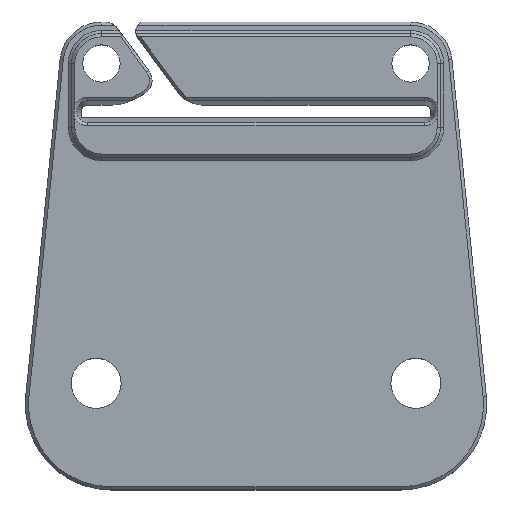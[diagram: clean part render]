
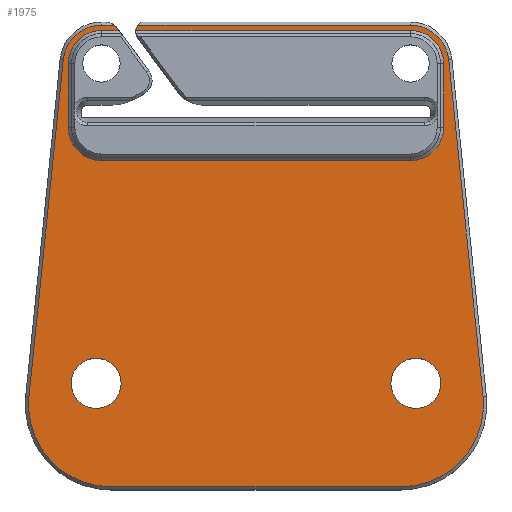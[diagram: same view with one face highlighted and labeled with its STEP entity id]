
A CAD part, top view. The second image highlights one B-rep face of the part: STEP entity #1975.
In plain terms, the highlighted planar face has unit normal (0, 0, 1).
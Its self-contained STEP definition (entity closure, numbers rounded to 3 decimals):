
#64=FACE_BOUND('',#338,.T.);
#65=FACE_BOUND('',#339,.T.);
#111=PLANE('',#2165);
#211=FACE_OUTER_BOUND('',#337,.T.);
#337=EDGE_LOOP('',(#1683,#1684,#1685,#1686,#1687,#1688,#1689,#1690,#1691,
#1692,#1693,#1694,#1695,#1696,#1697,#1698,#1699,#1700,#1701,#1702,#1703));
#338=EDGE_LOOP('',(#1704));
#339=EDGE_LOOP('',(#1705));
#480=LINE('',#3195,#665);
#517=LINE('',#3312,#702);
#520=LINE('',#3317,#705);
#521=LINE('',#3322,#706);
#522=LINE('',#3326,#707);
#523=LINE('',#3330,#708);
#524=LINE('',#3333,#709);
#525=LINE('',#3337,#710);
#526=LINE('',#3341,#711);
#527=LINE('',#3345,#712);
#528=LINE('',#3348,#713);
#665=VECTOR('',#2536,10.);
#702=VECTOR('',#2657,10.);
#705=VECTOR('',#2662,10.);
#706=VECTOR('',#2667,10.);
#707=VECTOR('',#2670,10.);
#708=VECTOR('',#2673,10.);
#709=VECTOR('',#2676,10.);
#710=VECTOR('',#2679,10.);
#711=VECTOR('',#2682,10.);
#712=VECTOR('',#2685,10.);
#713=VECTOR('',#2688,10.);
#766=CIRCLE('',#2035,2.35);
#768=CIRCLE('',#2039,2.35);
#801=CIRCLE('',#2124,1.5);
#806=CIRCLE('',#2140,1.);
#813=CIRCLE('',#2166,3.6);
#814=CIRCLE('',#2167,7.7);
#815=CIRCLE('',#2168,7.7);
#816=CIRCLE('',#2169,3.6);
#817=CIRCLE('',#2170,3.1);
#818=CIRCLE('',#2171,3.1);
#819=CIRCLE('',#2172,3.1);
#820=CIRCLE('',#2173,3.1);
#860=VERTEX_POINT('',#2884);
#862=VERTEX_POINT('',#2892);
#942=VERTEX_POINT('',#3192);
#943=VERTEX_POINT('',#3194);
#947=VERTEX_POINT('',#3204);
#958=VERTEX_POINT('',#3246);
#959=VERTEX_POINT('',#3248);
#972=VERTEX_POINT('',#3311);
#973=VERTEX_POINT('',#3315);
#974=VERTEX_POINT('',#3319);
#975=VERTEX_POINT('',#3321);
#976=VERTEX_POINT('',#3323);
#977=VERTEX_POINT('',#3325);
#978=VERTEX_POINT('',#3327);
#979=VERTEX_POINT('',#3329);
#980=VERTEX_POINT('',#3332);
#981=VERTEX_POINT('',#3334);
#982=VERTEX_POINT('',#3336);
#983=VERTEX_POINT('',#3338);
#984=VERTEX_POINT('',#3340);
#985=VERTEX_POINT('',#3342);
#986=VERTEX_POINT('',#3344);
#987=VERTEX_POINT('',#3346);
#1031=EDGE_CURVE('',#860,#860,#766,.T.);
#1035=EDGE_CURVE('',#862,#862,#768,.T.);
#1165=EDGE_CURVE('',#943,#942,#480,.T.);
#1171=EDGE_CURVE('',#947,#942,#801,.T.);
#1192=EDGE_CURVE('',#959,#958,#806,.T.);
#1221=EDGE_CURVE('',#959,#972,#517,.T.);
#1224=EDGE_CURVE('',#973,#947,#520,.T.);
#1225=EDGE_CURVE('',#974,#973,#813,.T.);
#1226=EDGE_CURVE('',#975,#974,#521,.T.);
#1227=EDGE_CURVE('',#976,#975,#814,.T.);
#1228=EDGE_CURVE('',#977,#976,#522,.T.);
#1229=EDGE_CURVE('',#978,#977,#815,.T.);
#1230=EDGE_CURVE('',#979,#978,#523,.T.);
#1231=EDGE_CURVE('',#972,#979,#816,.T.);
#1232=EDGE_CURVE('',#980,#958,#524,.T.);
#1233=EDGE_CURVE('',#981,#980,#817,.T.);
#1234=EDGE_CURVE('',#982,#981,#525,.T.);
#1235=EDGE_CURVE('',#983,#982,#818,.T.);
#1236=EDGE_CURVE('',#984,#983,#526,.T.);
#1237=EDGE_CURVE('',#985,#984,#819,.T.);
#1238=EDGE_CURVE('',#986,#985,#527,.T.);
#1239=EDGE_CURVE('',#987,#986,#820,.T.);
#1240=EDGE_CURVE('',#943,#987,#528,.T.);
#1683=ORIENTED_EDGE('',*,*,#1171,.F.);
#1684=ORIENTED_EDGE('',*,*,#1224,.F.);
#1685=ORIENTED_EDGE('',*,*,#1225,.F.);
#1686=ORIENTED_EDGE('',*,*,#1226,.F.);
#1687=ORIENTED_EDGE('',*,*,#1227,.F.);
#1688=ORIENTED_EDGE('',*,*,#1228,.F.);
#1689=ORIENTED_EDGE('',*,*,#1229,.F.);
#1690=ORIENTED_EDGE('',*,*,#1230,.F.);
#1691=ORIENTED_EDGE('',*,*,#1231,.F.);
#1692=ORIENTED_EDGE('',*,*,#1221,.F.);
#1693=ORIENTED_EDGE('',*,*,#1192,.T.);
#1694=ORIENTED_EDGE('',*,*,#1232,.F.);
#1695=ORIENTED_EDGE('',*,*,#1233,.F.);
#1696=ORIENTED_EDGE('',*,*,#1234,.F.);
#1697=ORIENTED_EDGE('',*,*,#1235,.F.);
#1698=ORIENTED_EDGE('',*,*,#1236,.F.);
#1699=ORIENTED_EDGE('',*,*,#1237,.F.);
#1700=ORIENTED_EDGE('',*,*,#1238,.F.);
#1701=ORIENTED_EDGE('',*,*,#1239,.F.);
#1702=ORIENTED_EDGE('',*,*,#1240,.F.);
#1703=ORIENTED_EDGE('',*,*,#1165,.T.);
#1704=ORIENTED_EDGE('',*,*,#1035,.T.);
#1705=ORIENTED_EDGE('',*,*,#1031,.T.);
#1975=ADVANCED_FACE('',(#211,#64,#65),#111,.F.);
#2035=AXIS2_PLACEMENT_3D('',#2885,#2276,#2277);
#2039=AXIS2_PLACEMENT_3D('',#2893,#2286,#2287);
#2124=AXIS2_PLACEMENT_3D('',#3206,#2545,#2546);
#2140=AXIS2_PLACEMENT_3D('',#3249,#2592,#2593);
#2165=AXIS2_PLACEMENT_3D('',#3318,#2663,#2664);
#2166=AXIS2_PLACEMENT_3D('',#3320,#2665,#2666);
#2167=AXIS2_PLACEMENT_3D('',#3324,#2668,#2669);
#2168=AXIS2_PLACEMENT_3D('',#3328,#2671,#2672);
#2169=AXIS2_PLACEMENT_3D('',#3331,#2674,#2675);
#2170=AXIS2_PLACEMENT_3D('',#3335,#2677,#2678);
#2171=AXIS2_PLACEMENT_3D('',#3339,#2680,#2681);
#2172=AXIS2_PLACEMENT_3D('',#3343,#2683,#2684);
#2173=AXIS2_PLACEMENT_3D('',#3347,#2686,#2687);
#2276=DIRECTION('center_axis',(0.,0.,-1.));
#2277=DIRECTION('ref_axis',(-1.,0.,0.));
#2286=DIRECTION('center_axis',(0.,0.,-1.));
#2287=DIRECTION('ref_axis',(-1.,0.,0.));
#2536=DIRECTION('',(-0.594,0.805,0.));
#2545=DIRECTION('center_axis',(0.,0.,-1.));
#2546=DIRECTION('ref_axis',(0.451,0.893,0.));
#2592=DIRECTION('center_axis',(0.,0.,1.));
#2593=DIRECTION('ref_axis',(-0.805,-0.594,0.));
#2657=DIRECTION('',(1.,0.,0.));
#2662=DIRECTION('',(1.,0.,0.));
#2663=DIRECTION('center_axis',(0.,0.,-1.));
#2664=DIRECTION('ref_axis',(-1.,0.,0.));
#2665=DIRECTION('center_axis',(0.,0.,-1.));
#2666=DIRECTION('ref_axis',(-1.,0.,0.));
#2667=DIRECTION('',(0.101,0.995,0.));
#2668=DIRECTION('center_axis',(0.,0.,-1.));
#2669=DIRECTION('ref_axis',(-0.742,-0.67,0.));
#2670=DIRECTION('',(-1.,0.,0.));
#2671=DIRECTION('center_axis',(0.,0.,-1.));
#2672=DIRECTION('ref_axis',(0.742,-0.67,0.));
#2673=DIRECTION('',(0.101,-0.995,0.));
#2674=DIRECTION('center_axis',(0.,0.,-1.));
#2675=DIRECTION('ref_axis',(1.,0.,0.));
#2676=DIRECTION('',(-1.,0.,0.));
#2677=DIRECTION('center_axis',(0.,0.,1.));
#2678=DIRECTION('ref_axis',(0.,1.,0.));
#2679=DIRECTION('',(0.,1.,0.));
#2680=DIRECTION('center_axis',(0.,0.,1.));
#2681=DIRECTION('ref_axis',(1.,0.,0.));
#2682=DIRECTION('',(1.,0.,0.));
#2683=DIRECTION('center_axis',(0.,0.,1.));
#2684=DIRECTION('ref_axis',(0.,-1.,0.));
#2685=DIRECTION('',(0.,-1.,0.));
#2686=DIRECTION('center_axis',(0.,0.,1.));
#2687=DIRECTION('ref_axis',(-1.,0.,0.));
#2688=DIRECTION('',(-1.,0.,0.));
#2884=CARTESIAN_POINT('',(-182.65,-27.,0.));
#2885=CARTESIAN_POINT('Origin',(-185.,-27.,0.));
#2892=CARTESIAN_POINT('',(-212.65,-27.,0.));
#2893=CARTESIAN_POINT('Origin',(-215.,-27.,0.));
#3192=CARTESIAN_POINT('',(-212.977,6.291,0.));
#3194=CARTESIAN_POINT('',(-212.836,6.1,0.));
#3195=CARTESIAN_POINT('',(-205.718,-3.546,0.));
#3204=CARTESIAN_POINT('',(-213.284,6.6,0.));
#3206=CARTESIAN_POINT('Origin',(-214.184,5.4,0.));
#3246=CARTESIAN_POINT('',(-211.272,6.1,0.));
#3248=CARTESIAN_POINT('',(-211.077,6.6,0.));
#3249=CARTESIAN_POINT('Origin',(-210.277,6.,0.));
#3311=CARTESIAN_POINT('',(-185.5,6.6,0.));
#3312=CARTESIAN_POINT('',(-192.75,6.6,0.));
#3315=CARTESIAN_POINT('',(-214.5,6.6,0.));
#3317=CARTESIAN_POINT('',(-192.75,6.6,0.));
#3318=CARTESIAN_POINT('Origin',(-200.,-15.05,0.));
#3319=CARTESIAN_POINT('',(-218.081,3.365,0.));
#3320=CARTESIAN_POINT('Origin',(-214.5,3.,0.));
#3321=CARTESIAN_POINT('',(-221.303,-28.219,0.));
#3322=CARTESIAN_POINT('',(-218.918,-4.835,0.));
#3323=CARTESIAN_POINT('',(-213.643,-36.7,0.));
#3324=CARTESIAN_POINT('Origin',(-213.643,-29.,0.));
#3325=CARTESIAN_POINT('',(-186.357,-36.7,0.));
#3326=CARTESIAN_POINT('',(-211.25,-36.7,0.));
#3327=CARTESIAN_POINT('',(-178.697,-28.219,0.));
#3328=CARTESIAN_POINT('Origin',(-186.357,-29.,0.));
#3329=CARTESIAN_POINT('',(-181.919,3.365,0.));
#3330=CARTESIAN_POINT('',(-179.022,-25.033,0.));
#3331=CARTESIAN_POINT('Origin',(-185.5,3.,0.));
#3332=CARTESIAN_POINT('',(-185.5,6.1,0.));
#3333=CARTESIAN_POINT('',(-207.25,6.1,0.));
#3334=CARTESIAN_POINT('',(-182.4,3.,0.));
#3335=CARTESIAN_POINT('Origin',(-185.5,3.,0.));
#3336=CARTESIAN_POINT('',(-182.4,-3.,0.));
#3337=CARTESIAN_POINT('',(-182.4,-6.025,0.));
#3338=CARTESIAN_POINT('',(-185.5,-6.1,0.));
#3339=CARTESIAN_POINT('Origin',(-185.5,-3.,0.));
#3340=CARTESIAN_POINT('',(-214.5,-6.1,0.));
#3341=CARTESIAN_POINT('',(-192.75,-6.1,0.));
#3342=CARTESIAN_POINT('',(-217.6,-3.,0.));
#3343=CARTESIAN_POINT('Origin',(-214.5,-3.,0.));
#3344=CARTESIAN_POINT('',(-217.6,3.,0.));
#3345=CARTESIAN_POINT('',(-217.6,-9.025,0.));
#3346=CARTESIAN_POINT('',(-214.5,6.1,0.));
#3347=CARTESIAN_POINT('Origin',(-214.5,3.,0.));
#3348=CARTESIAN_POINT('',(-207.25,6.1,0.));
